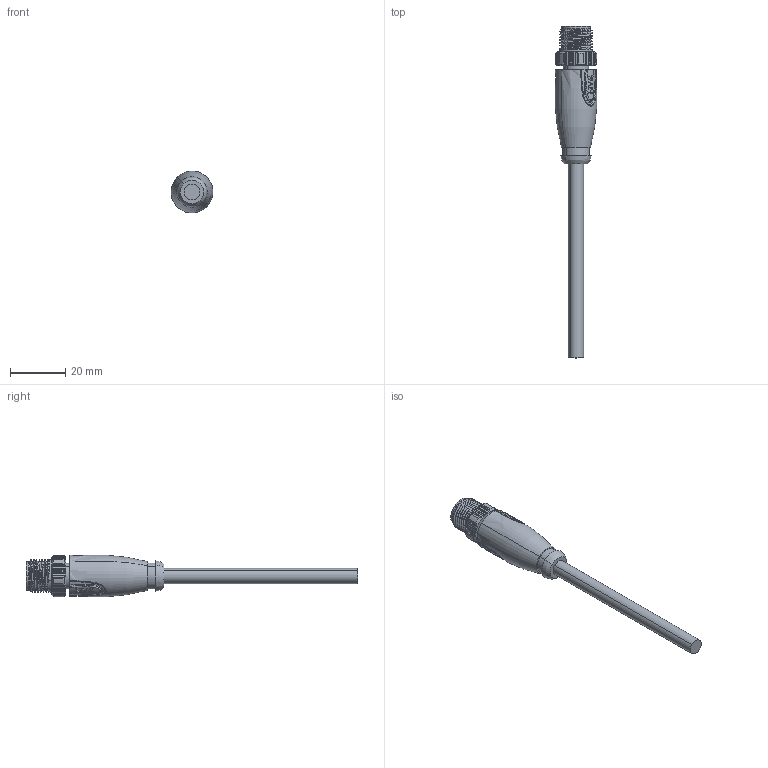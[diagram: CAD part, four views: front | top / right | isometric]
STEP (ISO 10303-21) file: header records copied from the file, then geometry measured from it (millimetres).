
FILE_DESCRIPTION((''),'2;1');
FILE_NAME('M12-M05B-T-XX-SH_ASM_SW0002','2023-12-13T',('lian.chen'),(''),'PRO/ENGINEER BY PARAMETRIC TECHNOLOGY CORPORATION, 2012480','PRO/ENGINEER BY PARAMETRIC TECHNOLOGY CORPORATION, 2012480','');
FILE_SCHEMA(('CONFIG_CONTROL_DESIGN'));
Length unit declared in the file: millimetre
Products named in the file (1): M12-M05B-T-XX-SH_ASM_SW0002
Bounding box: 15.05 x 119.71 x 15.05 mm (x, y, z)
Volume: 7826.5 mm3; surface area: 5200.2 mm2
Topology: 1 solids, 1 shells, 686 faces, 1874 edges, 1209 vertices
Faces by surface type: plane 307, cylinder 225, extrusion 48, cone 36, bspline 30, torus 20, revolution 10, sphere 10
Entity records: 30533 total; most frequent: CARTESIAN_POINT 13803, ORIENTED_EDGE 3720, DIRECTION 3201, EDGE_CURVE 1860, AXIS2_PLACEMENT_3D 1225, VERTEX_POINT 1209, VECTOR 741, EDGE_LOOP 725
